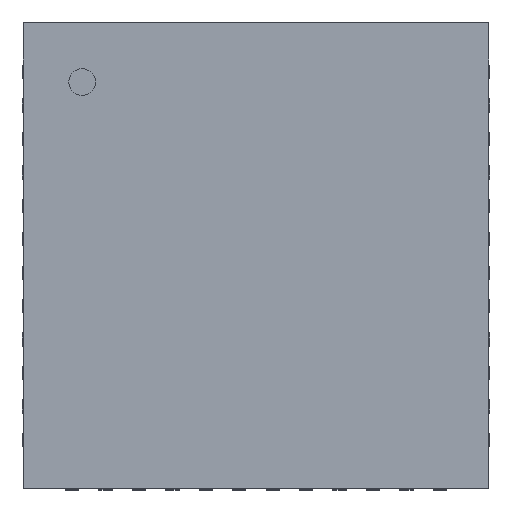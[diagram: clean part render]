
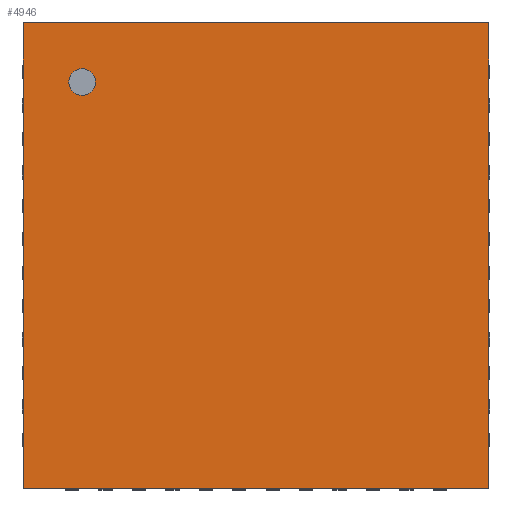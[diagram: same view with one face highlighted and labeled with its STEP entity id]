
A CAD part, top view. The second image highlights one B-rep face of the part: STEP entity #4946.
In plain terms, the highlighted planar face has unit normal (0, 0, 1).
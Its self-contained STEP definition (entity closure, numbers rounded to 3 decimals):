
#13=DIRECTION('',(0.,0.,1.));
#117=DIRECTION('',(0.,0.,-1.));
#148=VECTOR('',#149,1.);
#149=DIRECTION('',(1.,0.,0.));
#155=VECTOR('',#156,1.);
#156=DIRECTION('',(0.,-1.,0.));
#1229=ORIENTED_EDGE('',*,*,#1230,.F.);
#1230=EDGE_CURVE('',#1231,#1233,#1235,.T.);
#1231=VERTEX_POINT('',#1232);
#1232=CARTESIAN_POINT('',(-3.485,3.485,0.78));
#1233=VERTEX_POINT('',#1234);
#1234=CARTESIAN_POINT('',(3.485,3.485,0.78));
#1235=LINE('',#1232,#148);
#1452=ORIENTED_EDGE('',*,*,#1453,.T.);
#1453=EDGE_CURVE('',#1231,#1454,#1456,.T.);
#1454=VERTEX_POINT('',#1455);
#1455=CARTESIAN_POINT('',(-3.485,-3.485,0.78));
#1456=LINE('',#1232,#155);
#3100=EDGE_CURVE('',#1233,#3101,#3103,.T.);
#3101=VERTEX_POINT('',#3102);
#3102=CARTESIAN_POINT('',(3.485,-3.485,0.78));
#3103=LINE('',#1234,#155);
#3305=EDGE_CURVE('',#1454,#3101,#3306,.T.);
#3306=LINE('',#1455,#148);
#4946=ADVANCED_FACE('',(#4947,#4951),#4960,.T.);
#4947=FACE_BOUND('',#4948,.T.);
#4948=EDGE_LOOP('',(#1229,#1452,#4949,#4950));
#4949=ORIENTED_EDGE('',*,*,#3305,.T.);
#4950=ORIENTED_EDGE('',*,*,#3100,.F.);
#4951=FACE_BOUND('',#4952,.T.);
#4952=EDGE_LOOP('',(#4953));
#4953=ORIENTED_EDGE('',*,*,#4954,.T.);
#4954=EDGE_CURVE('',#4955,#4955,#4957,.T.);
#4955=VERTEX_POINT('',#4956);
#4956=CARTESIAN_POINT('',(-2.6,2.4,0.78));
#4957=CIRCLE('',#4958,0.2);
#4958=AXIS2_PLACEMENT_3D('',#4959,#117,#156);
#4959=CARTESIAN_POINT('',(-2.6,2.6,0.78));
#4960=PLANE('',#4961);
#4961=AXIS2_PLACEMENT_3D('',#1232,#13,#156);
